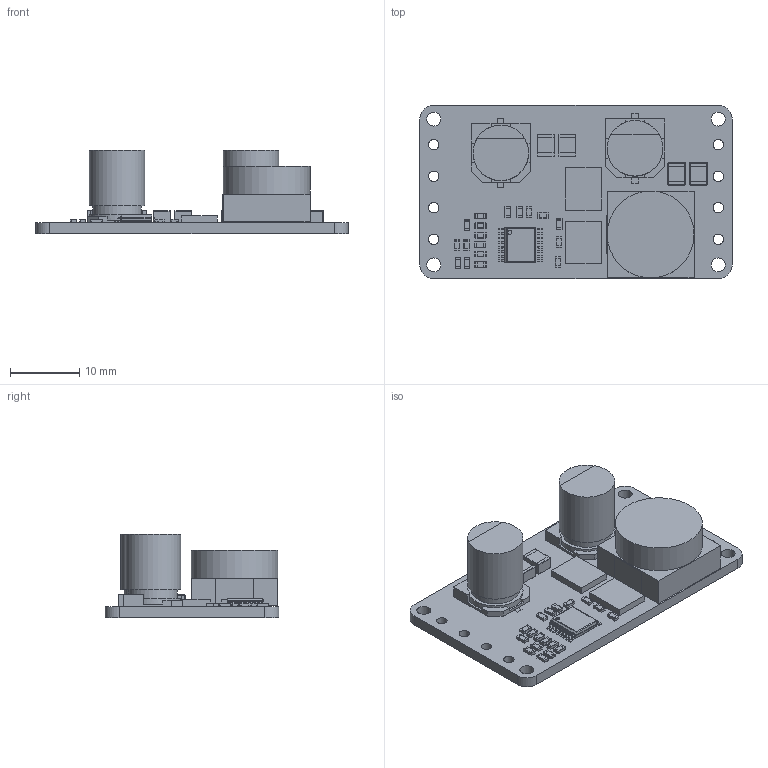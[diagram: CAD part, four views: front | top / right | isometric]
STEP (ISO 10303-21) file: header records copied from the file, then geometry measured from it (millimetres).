
FILE_DESCRIPTION(('Open CASCADE Model'),'2;1');
FILE_NAME('Open CASCADE Shape Model','2019-12-01T17:43:11',('Author'),( 'Open CASCADE'),'Open CASCADE STEP processor 6.8','Open CASCADE 6.8' ,'Unknown');
FILE_SCHEMA(('AUTOMOTIVE_DESIGN { 1 0 10303 214 1 1 1 1 }'));
Length unit declared in the file: millimetre
Products named in the file (95): PCB; Board; R9; 1229012240; Mid_Body; Terminal; Open_CASCADE_STEP_translator_6.8_2.2.1; Mark; U1; 1210909792; Open_CASCADE_STEP_translator_6.8_2.1; Body; Leader; R7; 1229012112; R8; R6; R2; 1229012368; R5; R4; R1; R3; Q2; 1210910064; Extruded; Q1; L1; 1229011984; body; cylinder; pin; Open_CASCADE_STEP_translator_6.8_2.3.1; C16; 1230138592; base; Open_CASCADE_STEP_translator_6.8_18.1.1; Open_CASCADE_STEP_translator_6.8_18.2.1; mark; Open_CASCADE_STEP_translator_6.8_18.3.1 ...
Assembly tree (130 placements, depth 5):
  PCB
    Board
    R9
      1229012240
        Mid_Body
        Terminal  x2
          Open_CASCADE_STEP_translator_6.8_2.2.1
        Mark
    U1
      1210909792
        Open_CASCADE_STEP_translator_6.8_2.1
        Body
          Open_CASCADE_STEP_translator_6.8_2.2.1
        Leader  x16
    R7
      1229012112
        Mid_Body
        Terminal  x2
          Open_CASCADE_STEP_translator_6.8_2.2.1
        Mark
    R8
      1229012240
        Mid_Body
        Terminal  x2
          Open_CASCADE_STEP_translator_6.8_2.2.1
        Mark
    R6
      1229012240
        Mid_Body
        Terminal  x2
          Open_CASCADE_STEP_translator_6.8_2.2.1
        Mark
    R2
      1229012368
        Mid_Body
        Terminal  x2
          Open_CASCADE_STEP_translator_6.8_2.2.1
        Mark
    R5
      1229012240
        Mid_Body
        Terminal  x2
          Open_CASCADE_STEP_translator_6.8_2.2.1
        Mark
    R4
      1229012240
        Mid_Body
        Terminal  x2
          Open_CASCADE_STEP_translator_6.8_2.2.1
        Mark
    R1
      1229012368
        Mid_Body
        Terminal  x2
          Open_CASCADE_STEP_translator_6.8_2.2.1
        Mark
    R3
      1229012240
        Mid_Body
        Terminal  x2
Bounding box: 45 x 25 x 12 mm (x, y, z)
Volume: 4085 mm3; surface area: 5358.1 mm2
Topology: 107 solids, 110 shells, 1516 faces, 3303 edges, 1895 vertices
Faces by surface type: plane 995, cylinder 399, sphere 114, bspline 8
Full cylindrical faces by diameter (mm): 0.562 x1, 1.5 x8, 2 x4, 7 x2, 8 x2, 12.5 x1
Entity records: 29869 total; most frequent: CARTESIAN_POINT 5907, DIRECTION 4381, LINE 2367, VECTOR 2367, ORIENTED_EDGE 2100, PCURVE 2100, DEFINITIONAL_REPRESENTATION 2100, EDGE_CURVE 1052
